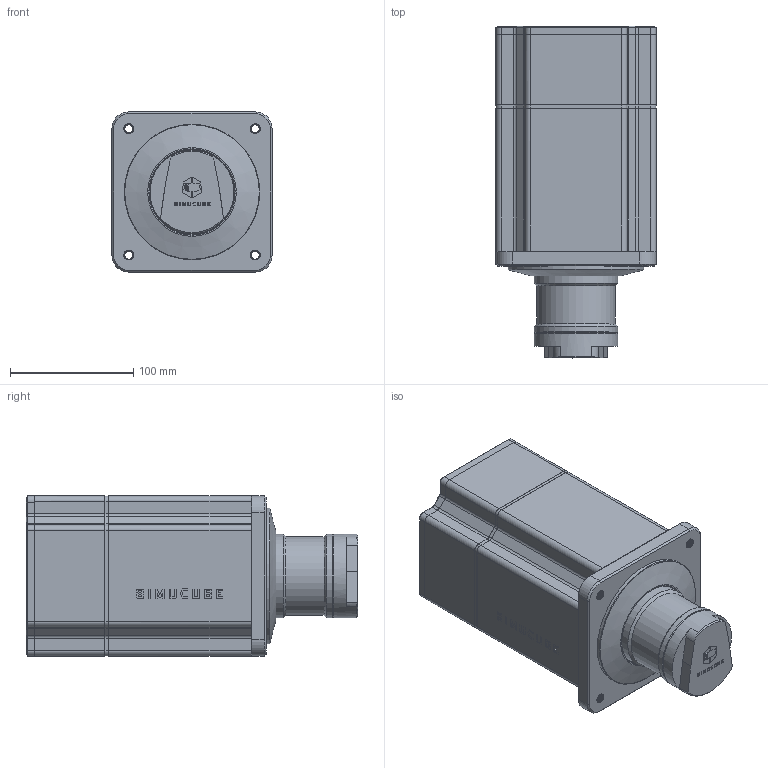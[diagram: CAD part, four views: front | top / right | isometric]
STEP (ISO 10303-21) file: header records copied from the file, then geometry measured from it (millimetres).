
FILE_DESCRIPTION(/* description */ ('SIMUCUBE 2 Pro - Simplified 3D model'),/* implementation_level */ '2;1');
FILE_NAME(/* name */ 'simucube2_pro_full_simplified.step',/* time_stamp */ '2019-03-19T13:07:31+02:00',/* author */ ('Aki Korhonen'),/* organization */ ('Granite Devices Oy'),/* preprocessor_version */ 'ST-DEVELOPER v17.2',/* originating_system */ 'Autodesk Translation Framework v7.6.0.251',/* authorisation */ '');
FILE_SCHEMA (('AUTOMOTIVE_DESIGN { 1 0 10303 214 3 1 1 }'));
Products named in the file (1): simucube2_pro_full_simplified
Bounding box: 130 x 269.2 x 130 mm (x, y, z)
Volume: 3149743.1 mm3; surface area: 157187 mm2
Topology: 1 solids, 2 shells, 843 faces, 2403 edges, 1615 vertices
Faces by surface type: plane 518, cylinder 180, bspline 89, cone 54, torus 2
Full cylindrical faces by diameter (mm): 5.2 x1, 8.17 x32, 23.5 x1, 24 x1, 29 x1, 31 x1, 64 x1, 68 x3, 69 x1, 110 x1
Entity records: 62827 total; most frequent: CARTESIAN_POINT 41438, ORIENTED_EDGE 4806, DIRECTION 3874, EDGE_CURVE 2403, LINE 1624, VECTOR 1624, VERTEX_POINT 1615, AXIS2_PLACEMENT_3D 1125
